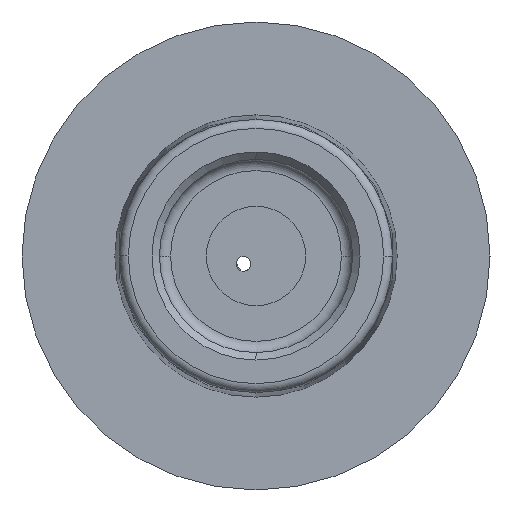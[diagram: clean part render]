
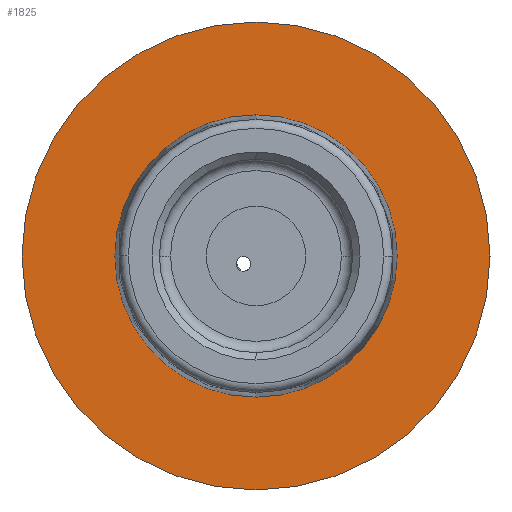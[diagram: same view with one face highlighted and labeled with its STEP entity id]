
A CAD part, left-side view. The second image highlights one B-rep face of the part: STEP entity #1825.
In plain terms, the highlighted planar face has unit normal (-1, 0, 0).
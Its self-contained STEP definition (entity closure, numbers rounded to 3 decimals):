
#108=PLANE('',#2049);
#464=VERTEX_POINT('',#3194);
#465=VERTEX_POINT('',#3196);
#466=VERTEX_POINT('',#3200);
#467=VERTEX_POINT('',#3201);
#637=CIRCLE('',#2048,19.005);
#638=CIRCLE('',#2050,31.5);
#639=CIRCLE('',#2051,31.5);
#640=CIRCLE('',#2052,19.005);
#838=EDGE_CURVE('',#464,#465,#637,.T.);
#839=EDGE_CURVE('',#466,#467,#638,.F.);
#840=EDGE_CURVE('',#467,#466,#639,.F.);
#841=EDGE_CURVE('',#465,#464,#640,.F.);
#1143=ORIENTED_EDGE('',*,*,#839,.F.);
#1144=ORIENTED_EDGE('',*,*,#840,.F.);
#1145=ORIENTED_EDGE('',*,*,#838,.T.);
#1146=ORIENTED_EDGE('',*,*,#841,.T.);
#1560=EDGE_LOOP('',(#1143,#1144));
#1561=EDGE_LOOP('',(#1145,#1146));
#1696=FACE_BOUND('',#1560,.T.);
#1697=FACE_BOUND('',#1561,.T.);
#1825=ADVANCED_FACE('',(#1696,#1697),#108,.T.);
#2048=AXIS2_PLACEMENT_3D('',#3197,#2442,#2443);
#2049=AXIS2_PLACEMENT_3D('',#3198,#2444,$);
#2050=AXIS2_PLACEMENT_3D('',#3199,#2445,#2446);
#2051=AXIS2_PLACEMENT_3D('',#3202,#2447,#2448);
#2052=AXIS2_PLACEMENT_3D('',#3203,#2449,#2450);
#2442=DIRECTION('',(1.,0.,0.));
#2443=DIRECTION('',(0.,0.,-19.005));
#2444=DIRECTION('',(-1.,0.,0.));
#2445=DIRECTION('',(-1.,0.,0.));
#2446=DIRECTION('',(0.,0.,-31.5));
#2447=DIRECTION('',(-1.,0.,0.));
#2448=DIRECTION('',(0.,0.,-31.5));
#2449=DIRECTION('',(-1.,0.,0.));
#2450=DIRECTION('',(0.,0.,-19.005));
#3194=CARTESIAN_POINT('',(75.,0.,-19.005));
#3196=CARTESIAN_POINT('',(75.,0.,19.005));
#3197=CARTESIAN_POINT('',(75.,0.,0.));
#3198=CARTESIAN_POINT('',(75.,0.,-25.252));
#3199=CARTESIAN_POINT('',(75.,0.,0.));
#3200=CARTESIAN_POINT('',(75.,0.,-31.5));
#3201=CARTESIAN_POINT('',(75.,0.,31.5));
#3202=CARTESIAN_POINT('',(75.,0.,0.));
#3203=CARTESIAN_POINT('',(75.,0.,0.));
